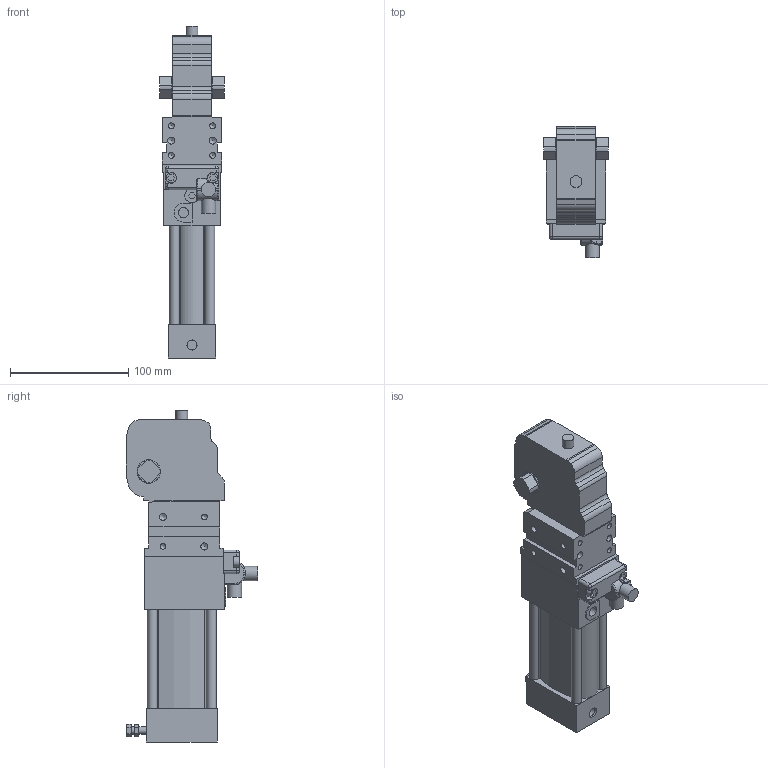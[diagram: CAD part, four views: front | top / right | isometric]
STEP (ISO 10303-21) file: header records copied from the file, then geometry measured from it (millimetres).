
FILE_DESCRIPTION(/* description */ ('Unknown'),/* implementation_level */ '2;1');
FILE_NAME(/* name */ 'C1X40EG',/* time_stamp */ '2020-04-09T13:03:45-04:00',/* author */ ('Unknown'),/* organization */ ('Unknown'),/* preprocessor_version */ 'ST-DEVELOPER v16.7',/* originating_system */ 'Solid Edge',/* authorisation */ 'Unknown');
FILE_SCHEMA (('AUTOMOTIVE_DESIGN {1 0 10303 214 3 1 1}'));
Length unit declared in the file: millimetre
Products named in the file (4): C1X40EG; CHIUSURA 40; ES001; ES001_CONN_90°
Assembly tree (3 placements, depth 2):
  C1X40EG
    CHIUSURA 40
    ES001
    ES001_CONN_90°
Bounding box: 55 x 111.1 x 281 mm (x, y, z)
Volume: 709739 mm3; surface area: 87330.7 mm2
Topology: 3 solids, 3 shells, 367 faces, 907 edges, 580 vertices
Faces by surface type: plane 197, cylinder 127, cone 24, torus 14, bspline 3, sphere 2
Full cylindrical faces by diameter (mm): 4.134 x2, 4.917 x12, 5 x4, 5.489 x4, 6 x10, 8.5 x4, 8.566 x3, 10 x1, 12 x2, 14 x1, 18 x1, 20 x2
Entity records: 13082 total; most frequent: CARTESIAN_POINT 1941, DIRECTION 1801, ORIENTED_EDGE 1618, EDGE_CURVE 809, AXIS2_PLACEMENT_3D 642, VERTEX_POINT 574, LINE 517, VECTOR 517
